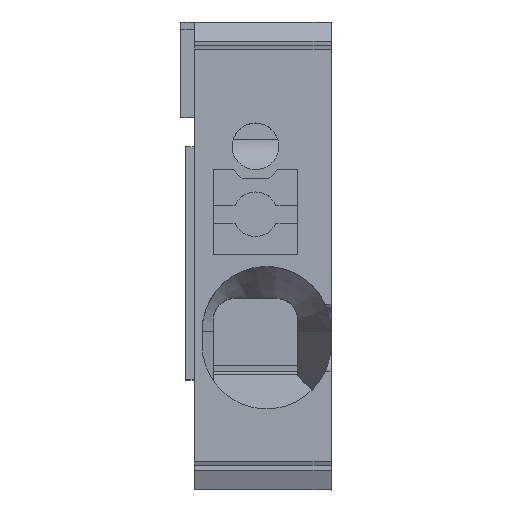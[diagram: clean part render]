
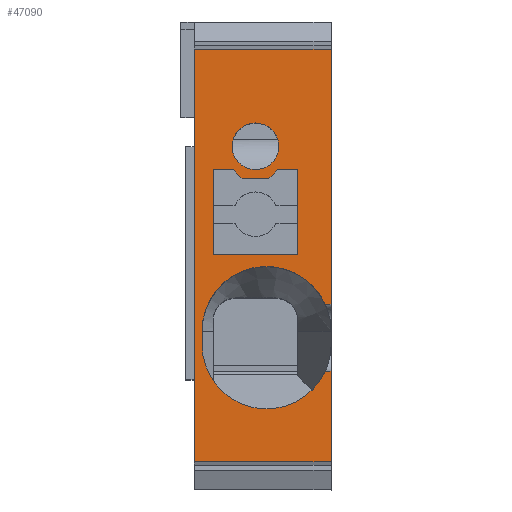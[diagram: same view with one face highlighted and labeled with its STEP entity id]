
A CAD part, top view. The second image highlights one B-rep face of the part: STEP entity #47090.
In plain terms, the highlighted face is planar.
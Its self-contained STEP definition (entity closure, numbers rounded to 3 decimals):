
#3420=CARTESIAN_POINT('',(-9.844,-21.556,
-4.6));
#3430=VERTEX_POINT('',#3420);
#3460=CARTESIAN_POINT('',(0.,-21.226,
-4.6));
#3470=DIRECTION('',(0.999,0.034,
0.));
#3480=VECTOR('',#3470,1.);
#3490=LINE('',#3460,#3480);
#3500=CARTESIAN_POINT('',(8.692,-20.935,
-4.6));
#3510=VERTEX_POINT('',#3500);
#3520=EDGE_CURVE('',#3430,#3510,#3490,.T.);
#15830=CARTESIAN_POINT('',(-4.024,-21.361,
-1.25));
#15840=VERTEX_POINT('',#15830);
#16010=CARTESIAN_POINT('',(-4.024,-21.361,
-2.45));
#16020=VERTEX_POINT('',#16010);
#16050=CARTESIAN_POINT('',(-4.024,-21.361,0.));
#16060=DIRECTION('',(0.,0.,-1.));
#16070=VECTOR('',#16060,1.);
#16080=LINE('',#16050,#16070);
#16090=EDGE_CURVE('',#15840,#16020,#16080,.T.);
#37830=CARTESIAN_POINT('',(1.623,-21.172,
1.55));
#37840=VERTEX_POINT('',#37830);
#37890=CARTESIAN_POINT('',(-35.556,-22.418,
1.55));
#37900=DIRECTION('',(-0.999,-0.034,
0.));
#37910=VECTOR('',#37900,1.);
#37920=LINE('',#37890,#37910);
#37930=CARTESIAN_POINT('',(-9.844,-21.556,
1.55));
#37940=VERTEX_POINT('',#37930);
#37950=EDGE_CURVE('',#37840,#37940,#37920,.T.);
#41960=CARTESIAN_POINT('',(8.692,-20.935,
1.55));
#41970=VERTEX_POINT('',#41960);
#42000=CARTESIAN_POINT('',(4.621,-21.071,
1.55));
#42010=VERTEX_POINT('',#42000);
#42020=EDGE_CURVE('',#41970,#42010,#37920,.T.);
#43010=CARTESIAN_POINT('',(4.621,-21.071,0.));
#43020=DIRECTION('',(0.,0.,1.));
#43030=VECTOR('',#43020,1.);
#43040=LINE('',#43010,#43030);
#43050=CARTESIAN_POINT('',(4.621,-21.071,
1.29));
#43060=VERTEX_POINT('',#43050);
#43070=EDGE_CURVE('',#43060,#42010,#43040,.T.);
#45410=CARTESIAN_POINT('',(-4.424,-21.375,
0.05));
#45420=VERTEX_POINT('',#45410);
#45590=CARTESIAN_POINT('',(-4.424,-21.375,
-0.85));
#45600=VERTEX_POINT('',#45590);
#45630=CARTESIAN_POINT('',(-4.424,-21.375,0.));
#45640=DIRECTION('',(0.,0.,-1.));
#45650=VECTOR('',#45640,1.);
#45660=LINE('',#45630,#45650);
#45670=EDGE_CURVE('',#45420,#45600,#45660,.T.);
#45790=CARTESIAN_POINT('',(8.25,-20.95,
1.55));
#45800=DIRECTION('',(-0.034,0.999,
0.));
#45810=DIRECTION('',(0.999,0.034,
0.));
#45820=AXIS2_PLACEMENT_3D('',#45790,#45800,#45810);
#45830=PLANE('',#45820);
#45840=CARTESIAN_POINT('',(-5.473,-21.41,
-1.85));
#45850=DIRECTION('',(0.034,-0.999,
0.));
#45860=DIRECTION('',(-0.999,-0.034,
0.));
#45870=AXIS2_PLACEMENT_3D('',#45840,#45850,#45860);
#45880=CIRCLE('',#45870,1.05);
#45890=CARTESIAN_POINT('',(-4.467,-21.376,
-2.15));
#45900=VERTEX_POINT('',#45890);
#45910=CARTESIAN_POINT('',(-4.424,-21.375,
-1.85));
#45920=VERTEX_POINT('',#45910);
#45930=EDGE_CURVE('',#45900,#45920,#45880,.T.);
#45940=ORIENTED_EDGE('',*,*,#45930,.F.);
#45950=CARTESIAN_POINT('',(-6.522,-21.445,
-1.85));
#45960=VERTEX_POINT('',#45950);
#45970=EDGE_CURVE('',#45920,#45960,#45880,.T.);
#45980=ORIENTED_EDGE('',*,*,#45970,.F.);
#45990=EDGE_CURVE('',#45960,#45900,#45880,.T.);
#46000=ORIENTED_EDGE('',*,*,#45990,.F.);
#46010=EDGE_LOOP('',(#46000,#45980,#45940));
#46020=FACE_BOUND('',#46010,.T.);
#46030=ORIENTED_EDGE('',*,*,#45670,.F.);
#46040=CARTESIAN_POINT('',(-5.273,-21.403,0.));
#46050=DIRECTION('',(0.707,0.024,
-0.707));
#46060=VECTOR('',#46050,1.);
#46070=LINE('',#46040,#46060);
#46080=CARTESIAN_POINT('',(-4.324,-21.371,
-0.95));
#46090=VERTEX_POINT('',#46080);
#46100=EDGE_CURVE('',#45600,#46090,#46070,.T.);
#46110=ORIENTED_EDGE('',*,*,#46100,.F.);
#46120=CARTESIAN_POINT('',(-5.273,-21.403,0.));
#46130=DIRECTION('',(0.707,0.024,
-0.707));
#46140=VECTOR('',#46130,1.);
#46150=LINE('',#46120,#46140);
#46160=EDGE_CURVE('',#46090,#15840,#46150,.T.);
#46170=ORIENTED_EDGE('',*,*,#46160,.F.);
#46180=ORIENTED_EDGE('',*,*,#16090,.F.);
#46190=CARTESIAN_POINT('',(-1.575,-21.279,0.));
#46200=DIRECTION('',(-0.707,-0.024,
-0.707));
#46210=VECTOR('',#46200,1.);
#46220=LINE('',#46190,#46210);
#46230=CARTESIAN_POINT('',(-4.424,-21.375,
-2.85));
#46240=VERTEX_POINT('',#46230);
#46250=EDGE_CURVE('',#16020,#46240,#46220,.T.);
#46260=ORIENTED_EDGE('',*,*,#46250,.F.);
#46270=CARTESIAN_POINT('',(-4.424,-21.375,0.));
#46280=DIRECTION('',(0.,0.,-1.));
#46290=VECTOR('',#46280,1.);
#46300=LINE('',#46270,#46290);
#46310=CARTESIAN_POINT('',(-4.424,-21.375,
-3.75));
#46320=VERTEX_POINT('',#46310);
#46330=EDGE_CURVE('',#46240,#46320,#46300,.T.);
#46340=ORIENTED_EDGE('',*,*,#46330,.F.);
#46350=CARTESIAN_POINT('',(0.,-21.226,
-3.75));
#46360=DIRECTION('',(0.999,0.034,
0.));
#46370=VECTOR('',#46360,1.);
#46380=LINE('',#46350,#46370);
#46390=CARTESIAN_POINT('',(-0.626,-21.247,
-3.75));
#46400=VERTEX_POINT('',#46390);
#46410=EDGE_CURVE('',#46320,#46400,#46380,.T.);
#46420=ORIENTED_EDGE('',*,*,#46410,.F.);
#46430=CARTESIAN_POINT('',(-0.626,-21.247,0.));
#46440=DIRECTION('',(0.,0.,1.));
#46450=VECTOR('',#46440,1.);
#46460=LINE('',#46430,#46450);
#46470=CARTESIAN_POINT('',(-0.626,-21.247,
0.05));
#46480=VERTEX_POINT('',#46470);
#46490=EDGE_CURVE('',#46400,#46480,#46460,.T.);
#46500=ORIENTED_EDGE('',*,*,#46490,.F.);
#46510=CARTESIAN_POINT('',(0.,-21.226,
0.05));
#46520=DIRECTION('',(-0.999,-0.034,
0.));
#46530=VECTOR('',#46520,1.);
#46540=LINE('',#46510,#46530);
#46550=EDGE_CURVE('',#46480,#45420,#46540,.T.);
#46560=ORIENTED_EDGE('',*,*,#46550,.F.);
#46570=EDGE_LOOP('',(#46560,#46500,#46420,#46340,#46260,#46180,#46170,
#46110,#46030));
#46580=FACE_BOUND('',#46570,.T.);
#46590=ORIENTED_EDGE('',*,*,#37950,.T.);
#46600=CARTESIAN_POINT('',(1.623,-21.172,0.));
#46610=DIRECTION('',(0.,0.,-1.));
#46620=VECTOR('',#46610,1.);
#46630=LINE('',#46600,#46620);
#46640=CARTESIAN_POINT('',(1.623,-21.172,
1.29));
#46650=VERTEX_POINT('',#46640);
#46660=EDGE_CURVE('',#37840,#46650,#46630,.T.);
#46670=ORIENTED_EDGE('',*,*,#46660,.F.);
#46680=CARTESIAN_POINT('',(2.822,-21.132,
-1.35));
#46690=DIRECTION('',(0.034,-0.999,
0.));
#46700=DIRECTION('',(-0.999,-0.034,
0.));
#46710=AXIS2_PLACEMENT_3D('',#46680,#46690,#46700);
#46720=CIRCLE('',#46710,2.9);
#46730=CARTESIAN_POINT('',(2.822,-21.132,
-4.25));
#46740=VERTEX_POINT('',#46730);
#46750=EDGE_CURVE('',#46650,#46740,#46720,.T.);
#46760=ORIENTED_EDGE('',*,*,#46750,.F.);
#46770=CARTESIAN_POINT('',(0.,-21.226,
-4.25));
#46780=DIRECTION('',(0.999,0.034,
0.));
#46790=VECTOR('',#46780,1.);
#46800=LINE('',#46770,#46790);
#46810=CARTESIAN_POINT('',(3.422,-21.112,
-4.25));
#46820=VERTEX_POINT('',#46810);
#46830=EDGE_CURVE('',#46740,#46820,#46800,.T.);
#46840=ORIENTED_EDGE('',*,*,#46830,.F.);
#46850=CARTESIAN_POINT('',(3.422,-21.112,
-1.35));
#46860=DIRECTION('',(0.034,-0.999,
0.));
#46870=DIRECTION('',(-0.999,-0.034,
0.));
#46880=AXIS2_PLACEMENT_3D('',#46850,#46860,#46870);
#46890=CIRCLE('',#46880,2.9);
#46900=EDGE_CURVE('',#46820,#43060,#46890,.T.);
#46910=ORIENTED_EDGE('',*,*,#46900,.F.);
#46920=ORIENTED_EDGE('',*,*,#43070,.F.);
#46930=ORIENTED_EDGE('',*,*,#42020,.T.);
#46940=CARTESIAN_POINT('',(8.692,-20.935,
0.));
#46950=DIRECTION('',(0.,0.,1.));
#46960=VECTOR('',#46950,1.);
#46970=LINE('',#46940,#46960);
#46980=EDGE_CURVE('',#3510,#41970,#46970,.T.);
#46990=ORIENTED_EDGE('',*,*,#46980,.T.);
#47000=ORIENTED_EDGE('',*,*,#3520,.T.);
#47010=CARTESIAN_POINT('',(-9.844,-21.556,
0.));
#47020=DIRECTION('',(0.,0.,1.));
#47030=VECTOR('',#47020,1.);
#47040=LINE('',#47010,#47030);
#47050=EDGE_CURVE('',#3430,#37940,#47040,.T.);
#47060=ORIENTED_EDGE('',*,*,#47050,.F.);
#47070=EDGE_LOOP('',(#47060,#47000,#46990,#46930,#46920,#46910,#46840,
#46760,#46670,#46590));
#47080=FACE_OUTER_BOUND('',#47070,.T.);
#47090=ADVANCED_FACE('',(#46020,#46580,#47080),#45830,.F.);
